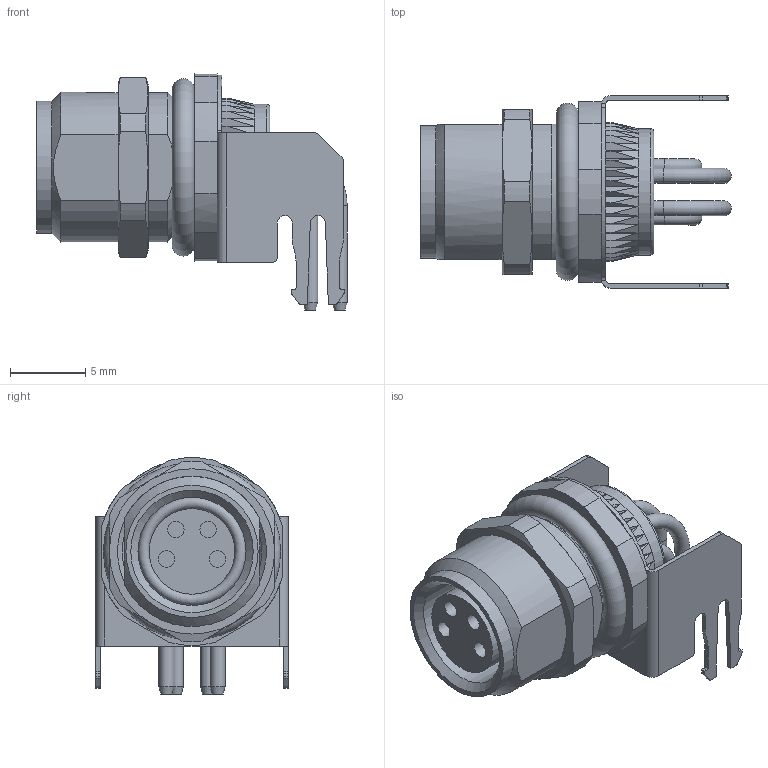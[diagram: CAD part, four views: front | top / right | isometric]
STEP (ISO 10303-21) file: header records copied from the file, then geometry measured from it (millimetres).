
FILE_DESCRIPTION(/* description */ (''),/* implementation_level */ '2;1');
FILE_NAME(/* name */ '5021058__Flanschkupplung_assy_144869.stp',/* time_stamp */ '2019-01-15T13:47:41+01:00',/* author */ ('ESCHA Bauelemente GmbH'),/* organization */ ('ESCHA Bauelemente GmbH'),/* preprocessor_version */ 'ST-DEVELOPER v16',/* originating_system */ 'SIEMENS PLM Software NX 10.0',/* authorisation */ '');
FILE_SCHEMA (('AUTOMOTIVE_DESIGN { 1 0 10303 214 3 1 1 1 }'));
Length unit declared in the file: millimetre
Products named in the file (1): h.os2BB4D022d0ab
Bounding box: 20.65 x 12.8 x 15.73 mm (x, y, z)
Volume: 1253.8 mm3; surface area: 1736.8 mm2
Topology: 3 solids, 3 shells, 346 faces, 981 edges, 647 vertices
Faces by surface type: plane 201, cylinder 112, cone 24, torus 9
Full cylindrical faces by diameter (mm): 1 x8, 1.1 x4, 5.7 x1, 7.2 x1, 8.4 x1, 8.8 x2
Entity records: 11087 total; most frequent: CARTESIAN_POINT 2295, ORIENTED_EDGE 1860, DIRECTION 1756, EDGE_CURVE 930, VERTEX_POINT 632, AXIS2_PLACEMENT_3D 603, LINE 550, VECTOR 550
